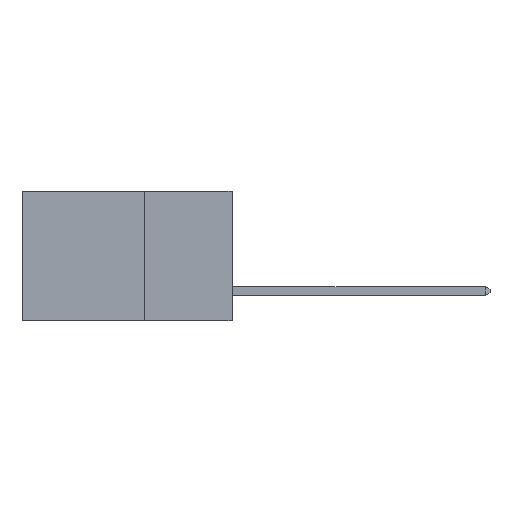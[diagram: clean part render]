
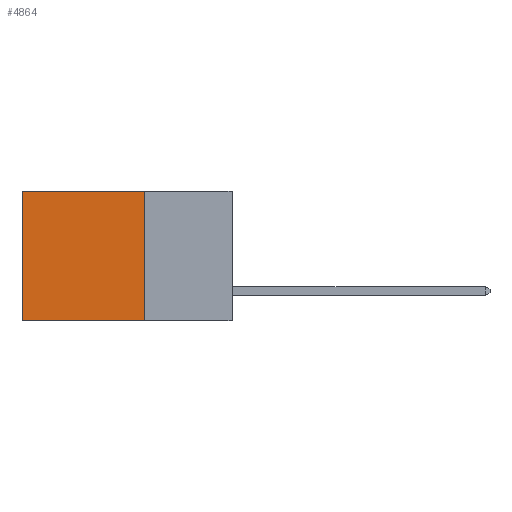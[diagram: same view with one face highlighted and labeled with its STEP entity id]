
A CAD part, left-side view. The second image highlights one B-rep face of the part: STEP entity #4864.
In plain terms, the highlighted planar face has unit normal (-1, 0, 0).
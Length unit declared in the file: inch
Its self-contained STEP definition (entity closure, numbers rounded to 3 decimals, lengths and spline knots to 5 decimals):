
#5 = ORIENTED_EDGE ( 'NONE', *, *, #7222, .T. ) ;
#270 = VERTEX_POINT ( 'NONE', #8103 ) ;
#502 = LINE ( 'NONE', #9212, #3321 ) ;
#810 = ORIENTED_EDGE ( 'NONE', *, *, #2650, .F. ) ;
#844 = LINE ( 'NONE', #9997, #7092 ) ;
#1433 = EDGE_CURVE ( 'NONE', #11995, #270, #12946, .T. ) ;
#2650 = EDGE_CURVE ( 'NONE', #4640, #270, #7722, .T. ) ;
#3002 = DIRECTION ( 'NONE',  ( 0., 0., -1. ) ) ;
#3004 = DIRECTION ( 'NONE',  ( 1., 0., 0. ) ) ;
#3150 = PLANE ( 'NONE',  #7657 ) ;
#3153 = CARTESIAN_POINT ( 'NONE',  ( 0.2875, 0.25, 0. ) ) ;
#3321 = VECTOR ( 'NONE', #10327, 39.37008 ) ;
#4026 = VECTOR ( 'NONE', #11563, 39.37008 ) ;
#4039 = CARTESIAN_POINT ( 'NONE',  ( 0.2875, 0.25, 0. ) ) ;
#4640 = VERTEX_POINT ( 'NONE', #6708 ) ;
#4771 = CARTESIAN_POINT ( 'NONE',  ( 0.2875, 0.6, 0. ) ) ;
#4864 = ADVANCED_FACE ( 'NONE', ( #11126 ), #3150, .F. ) ;
#5732 = VERTEX_POINT ( 'NONE', #4039 ) ;
#6279 = ORIENTED_EDGE ( 'NONE', *, *, #14309, .F. ) ;
#6708 = CARTESIAN_POINT ( 'NONE',  ( 0.2875, 0.25, -0.37 ) ) ;
#7092 = VECTOR ( 'NONE', #7763, 39.37008 ) ;
#7222 = EDGE_CURVE ( 'NONE', #5732, #11995, #844, .T. ) ;
#7657 = AXIS2_PLACEMENT_3D ( 'NONE', #3153, #3004, #3002 ) ;
#7722 = LINE ( 'NONE', #14068, #10674 ) ;
#7763 = DIRECTION ( 'NONE',  ( 0., 1., 0. ) ) ;
#8103 = CARTESIAN_POINT ( 'NONE',  ( 0.2875, 0.6, -0.37 ) ) ;
#9212 = CARTESIAN_POINT ( 'NONE',  ( 0.2875, 0.25, 0. ) ) ;
#9997 = CARTESIAN_POINT ( 'NONE',  ( 0.2875, 0.25, 0. ) ) ;
#10327 = DIRECTION ( 'NONE',  ( 0., 0., -1. ) ) ;
#10496 = EDGE_LOOP ( 'NONE', ( #14625, #810, #6279, #5 ) ) ;
#10674 = VECTOR ( 'NONE', #14038, 39.37008 ) ;
#11126 = FACE_OUTER_BOUND ( 'NONE', #10496, .T. ) ;
#11563 = DIRECTION ( 'NONE',  ( 0., 0., -1. ) ) ;
#11570 = CARTESIAN_POINT ( 'NONE',  ( 0.2875, 0.6, 0. ) ) ;
#11995 = VERTEX_POINT ( 'NONE', #11570 ) ;
#12946 = LINE ( 'NONE', #4771, #4026 ) ;
#14038 = DIRECTION ( 'NONE',  ( 0., 1., 0. ) ) ;
#14068 = CARTESIAN_POINT ( 'NONE',  ( 0.2875, 0.25, -0.37 ) ) ;
#14309 = EDGE_CURVE ( 'NONE', #5732, #4640, #502, .T. ) ;
#14625 = ORIENTED_EDGE ( 'NONE', *, *, #1433, .T. ) ;
